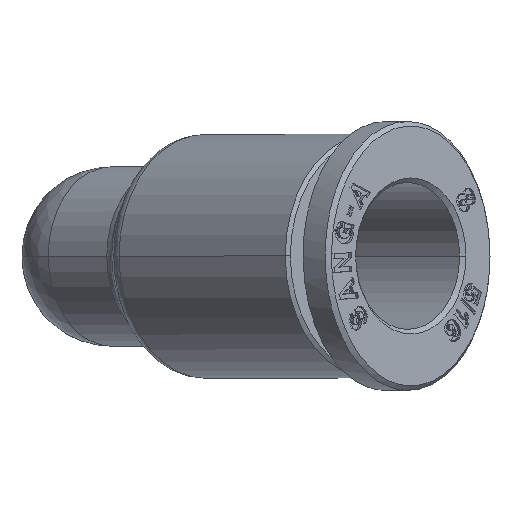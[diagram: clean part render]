
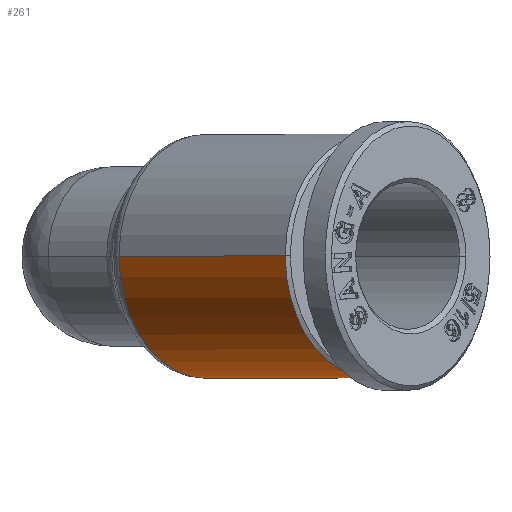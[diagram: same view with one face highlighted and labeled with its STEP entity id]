
A CAD part, top view. The second image highlights one B-rep face of the part: STEP entity #261.
In plain terms, the highlighted cylindrical face has radius 6.8 mm (diameter 13.6 mm), a partial arc.
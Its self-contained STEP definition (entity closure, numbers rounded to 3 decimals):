
#220=CARTESIAN_POINT('',(9.222,0.,15.513));
#221=DIRECTION('',(0.707,0.,0.707));
#222=DIRECTION('',(-0.707,0.,0.707));
#223=AXIS2_PLACEMENT_3D('',#220,#221,#222);
#224=CYLINDRICAL_SURFACE('',#223,6.8);
#225=CARTESIAN_POINT('',(0.442,0.,16.35));
#226=VERTEX_POINT('',#225);
#227=CARTESIAN_POINT('',(9.717,0.,25.625));
#228=VERTEX_POINT('',#227);
#229=CARTESIAN_POINT('',(0.442,0.,16.35));
#230=DIRECTION('',(0.707,0.,0.707));
#231=VECTOR('',#230,13.116);
#232=LINE('',#229,#231);
#233=EDGE_CURVE('',#226,#228,#232,.T.);
#234=ORIENTED_EDGE('',*,*,#233,.F.);
#235=CARTESIAN_POINT('',(10.059,0.,6.733));
#236=VERTEX_POINT('',#235);
#237=CARTESIAN_POINT('',(5.251,0.,11.542));
#238=DIRECTION('',(-0.707,0.,-0.707));
#239=DIRECTION('',(0.707,0.,-0.707));
#240=AXIS2_PLACEMENT_3D('',#237,#238,#239);
#241=CIRCLE('',#240,6.8);
#242=EDGE_CURVE('',#236,#226,#241,.T.);
#243=ORIENTED_EDGE('',*,*,#242,.F.);
#244=CARTESIAN_POINT('',(19.334,0.,16.008));
#245=VERTEX_POINT('',#244);
#246=CARTESIAN_POINT('',(19.334,0.,16.008));
#247=DIRECTION('',(-0.707,0.,-0.707));
#248=VECTOR('',#247,13.116);
#249=LINE('',#246,#248);
#250=EDGE_CURVE('',#245,#236,#249,.T.);
#251=ORIENTED_EDGE('',*,*,#250,.F.);
#252=CARTESIAN_POINT('',(14.525,0.,20.816));
#253=DIRECTION('',(0.707,0.,0.707));
#254=DIRECTION('',(-0.707,0.,0.707));
#255=AXIS2_PLACEMENT_3D('',#252,#253,#254);
#256=CIRCLE('',#255,6.8);
#257=EDGE_CURVE('',#228,#245,#256,.T.);
#258=ORIENTED_EDGE('',*,*,#257,.F.);
#259=EDGE_LOOP('',(#234,#243,#251,#258));
#260=FACE_OUTER_BOUND('',#259,.T.);
#261=ADVANCED_FACE('',(#260),#224,.T.);
